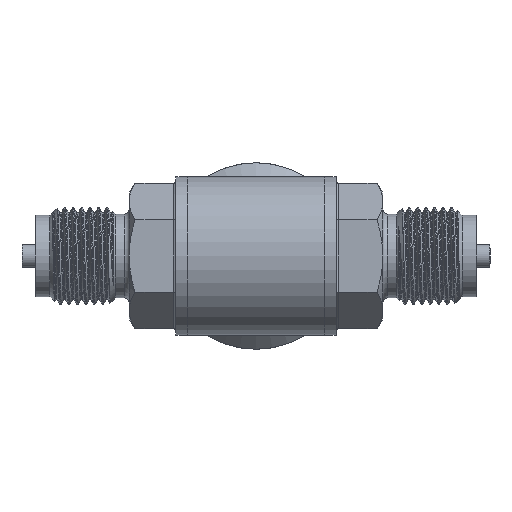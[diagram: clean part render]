
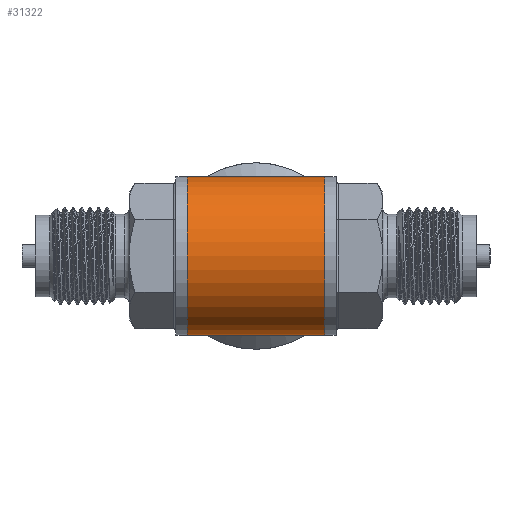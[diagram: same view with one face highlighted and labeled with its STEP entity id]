
A CAD part, front view. The second image highlights one B-rep face of the part: STEP entity #31322.
In plain terms, the highlighted cylindrical face has radius 17 mm (diameter 34 mm), a full revolution.
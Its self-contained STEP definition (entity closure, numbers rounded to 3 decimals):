
#175=FACE_BOUND('',#4032,.T.);
#2249=FACE_OUTER_BOUND('',#4031,.T.);
#4031=EDGE_LOOP('',(#23224,#23225,#23226,#23227));
#4032=EDGE_LOOP('',(#23228,#23229));
#5580=CIRCLE('',#32999,17.);
#5581=CIRCLE('',#33000,17.);
#6745=B_SPLINE_CURVE_WITH_KNOTS('',3,(#60466,#60467,#60468,#60469,#60470,
#60471,#60472,#60473,#60474,#60475,#60476,#60477,#60478,#60479,#60480,#60481,
#60482,#60483,#60484,#60485),.UNSPECIFIED.,.F.,.F.,(4,2,2,2,2,2,2,2,2,4),
(-5.022,-4.957,-4.66,-4.362,
-4.065,-3.767,-3.47,-2.9,
-2.615,-2.33),.UNSPECIFIED.);
#6746=B_SPLINE_CURVE_WITH_KNOTS('',3,(#60486,#60487,#60488,#60489,#60490,
#60491,#60492,#60493,#60494,#60495,#60496,#60497,#60498,#60499,#60500,#60501,
#60502,#60503,#60504,#60505,#60506,#60507,#60508,#60509,#60510,#60511,#60512,
#60513,#60514,#60515,#60516,#60517,#60518,#60519,#60520,#60521,#60522,#60523,
#60524,#60525,#60526,#60527,#60528),.UNSPECIFIED.,.F.,.F.,(4,2,2,2,2,2,
2,3,2,2,2,2,2,2,2,2,2,2,2,2,4),(-2.33,-2.045,-1.76,
-1.19,-0.893,-0.595,-0.298,
0.,0.298,0.595,0.893,1.19,
1.76,2.045,2.33,2.615,2.9,
3.47,3.767,4.065,4.297),
 .UNSPECIFIED.);
#7507=LINE('',#60544,#10530);
#10530=VECTOR('',#35811,17.);
#13883=VERTEX_POINT('',#60464);
#13884=VERTEX_POINT('',#60465);
#13887=VERTEX_POINT('',#60541);
#13888=VERTEX_POINT('',#60543);
#17391=EDGE_CURVE('',#13883,#13884,#6745,.T.);
#17392=EDGE_CURVE('',#13884,#13883,#6746,.T.);
#17397=EDGE_CURVE('',#13887,#13887,#5580,.T.);
#17398=EDGE_CURVE('',#13887,#13888,#7507,.T.);
#17399=EDGE_CURVE('',#13888,#13888,#5581,.T.);
#23224=ORIENTED_EDGE('',*,*,#17397,.F.);
#23225=ORIENTED_EDGE('',*,*,#17398,.T.);
#23226=ORIENTED_EDGE('',*,*,#17399,.F.);
#23227=ORIENTED_EDGE('',*,*,#17398,.F.);
#23228=ORIENTED_EDGE('',*,*,#17391,.T.);
#23229=ORIENTED_EDGE('',*,*,#17392,.T.);
#30736=CYLINDRICAL_SURFACE('',#32998,17.);
#31322=ADVANCED_FACE('',(#2249,#175),#30736,.T.);
#32998=AXIS2_PLACEMENT_3D('',#60540,#35807,#35808);
#32999=AXIS2_PLACEMENT_3D('',#60542,#35809,#35810);
#33000=AXIS2_PLACEMENT_3D('',#60545,#35812,#35813);
#35807=DIRECTION('center_axis',(1.,0.,0.));
#35808=DIRECTION('ref_axis',(0.,0.,-1.));
#35809=DIRECTION('center_axis',(1.,0.,0.));
#35810=DIRECTION('ref_axis',(0.,0.,-1.));
#35811=DIRECTION('',(-1.,0.,0.));
#35812=DIRECTION('center_axis',(-1.,0.,0.));
#35813=DIRECTION('ref_axis',(0.,0.,-1.));
#60464=CARTESIAN_POINT('',(3.5,9.909,13.813));
#60465=CARTESIAN_POINT('',(-14.25,17.,0.));
#60466=CARTESIAN_POINT('Ctrl Pts',(3.5,9.909,13.813));
#60467=CARTESIAN_POINT('Ctrl Pts',(3.3,9.838,13.864));
#60468=CARTESIAN_POINT('Ctrl Pts',(3.099,9.772,13.911));
#60469=CARTESIAN_POINT('Ctrl Pts',(1.961,9.433,14.147));
#60470=CARTESIAN_POINT('Ctrl Pts',(0.992,9.27,14.25));
#60471=CARTESIAN_POINT('Ctrl Pts',(-0.992,9.27,
14.25));
#60472=CARTESIAN_POINT('Ctrl Pts',(-1.961,9.433,14.147));
#60473=CARTESIAN_POINT('Ctrl Pts',(-3.829,9.99,13.759));
#60474=CARTESIAN_POINT('Ctrl Pts',(-4.729,10.381,13.475));
#60475=CARTESIAN_POINT('Ctrl Pts',(-6.439,11.264,12.746));
#60476=CARTESIAN_POINT('Ctrl Pts',(-7.251,11.755,12.301));
#60477=CARTESIAN_POINT('Ctrl Pts',(-8.759,12.741,11.277));
#60478=CARTESIAN_POINT('Ctrl Pts',(-9.454,13.234,10.698));
#60479=CARTESIAN_POINT('Ctrl Pts',(-11.268,14.569,8.885));
#60480=CARTESIAN_POINT('Ctrl Pts',(-12.355,15.44,7.35));
#60481=CARTESIAN_POINT('Ctrl Pts',(-13.475,16.354,4.732));
#60482=CARTESIAN_POINT('Ctrl Pts',(-13.766,16.596,3.807));
#60483=CARTESIAN_POINT('Ctrl Pts',(-14.154,16.919,1.916));
#60484=CARTESIAN_POINT('Ctrl Pts',(-14.25,17.,0.95));
#60485=CARTESIAN_POINT('Ctrl Pts',(-14.25,17.,0.));
#60486=CARTESIAN_POINT('Ctrl Pts',(-14.25,17.,0.));
#60487=CARTESIAN_POINT('Ctrl Pts',(-14.25,17.,-0.95));
#60488=CARTESIAN_POINT('Ctrl Pts',(-14.154,16.919,-1.916));
#60489=CARTESIAN_POINT('Ctrl Pts',(-13.766,16.596,-3.807));
#60490=CARTESIAN_POINT('Ctrl Pts',(-13.475,16.354,-4.732));
#60491=CARTESIAN_POINT('Ctrl Pts',(-12.355,15.44,-7.35));
#60492=CARTESIAN_POINT('Ctrl Pts',(-11.268,14.569,-8.885));
#60493=CARTESIAN_POINT('Ctrl Pts',(-9.454,13.234,-10.698));
#60494=CARTESIAN_POINT('Ctrl Pts',(-8.759,12.741,-11.277));
#60495=CARTESIAN_POINT('Ctrl Pts',(-7.251,11.755,-12.301));
#60496=CARTESIAN_POINT('Ctrl Pts',(-6.439,11.264,-12.746));
#60497=CARTESIAN_POINT('Ctrl Pts',(-4.729,10.381,-13.475));
#60498=CARTESIAN_POINT('Ctrl Pts',(-3.829,9.99,-13.759));
#60499=CARTESIAN_POINT('Ctrl Pts',(-1.961,9.433,-14.147));
#60500=CARTESIAN_POINT('Ctrl Pts',(-0.992,9.27,
-14.25));
#60501=CARTESIAN_POINT('Ctrl Pts',(0.,9.27,-14.25));
#60502=CARTESIAN_POINT('Ctrl Pts',(0.992,9.27,-14.25));
#60503=CARTESIAN_POINT('Ctrl Pts',(1.961,9.433,-14.147));
#60504=CARTESIAN_POINT('Ctrl Pts',(3.829,9.99,-13.759));
#60505=CARTESIAN_POINT('Ctrl Pts',(4.729,10.381,-13.475));
#60506=CARTESIAN_POINT('Ctrl Pts',(6.439,11.264,-12.746));
#60507=CARTESIAN_POINT('Ctrl Pts',(7.251,11.755,-12.301));
#60508=CARTESIAN_POINT('Ctrl Pts',(8.759,12.741,-11.277));
#60509=CARTESIAN_POINT('Ctrl Pts',(9.454,13.234,-10.698));
#60510=CARTESIAN_POINT('Ctrl Pts',(11.268,14.569,-8.885));
#60511=CARTESIAN_POINT('Ctrl Pts',(12.355,15.44,-7.35));
#60512=CARTESIAN_POINT('Ctrl Pts',(13.475,16.354,-4.732));
#60513=CARTESIAN_POINT('Ctrl Pts',(13.766,16.596,-3.807));
#60514=CARTESIAN_POINT('Ctrl Pts',(14.154,16.919,-1.916));
#60515=CARTESIAN_POINT('Ctrl Pts',(14.25,17.,-0.95));
#60516=CARTESIAN_POINT('Ctrl Pts',(14.25,17.,0.95));
#60517=CARTESIAN_POINT('Ctrl Pts',(14.154,16.919,1.916));
#60518=CARTESIAN_POINT('Ctrl Pts',(13.766,16.596,3.807));
#60519=CARTESIAN_POINT('Ctrl Pts',(13.475,16.354,4.732));
#60520=CARTESIAN_POINT('Ctrl Pts',(12.355,15.44,7.35));
#60521=CARTESIAN_POINT('Ctrl Pts',(11.268,14.569,8.885));
#60522=CARTESIAN_POINT('Ctrl Pts',(9.454,13.234,10.698));
#60523=CARTESIAN_POINT('Ctrl Pts',(8.759,12.741,11.277));
#60524=CARTESIAN_POINT('Ctrl Pts',(7.251,11.755,12.301));
#60525=CARTESIAN_POINT('Ctrl Pts',(6.439,11.264,12.746));
#60526=CARTESIAN_POINT('Ctrl Pts',(4.915,10.477,13.395));
#60527=CARTESIAN_POINT('Ctrl Pts',(4.219,10.163,13.631));
#60528=CARTESIAN_POINT('Ctrl Pts',(3.5,9.909,13.813));
#60540=CARTESIAN_POINT('Origin',(0.,0.,0.));
#60541=CARTESIAN_POINT('',(14.7,0.,17.));
#60542=CARTESIAN_POINT('Origin',(14.7,0.,0.));
#60543=CARTESIAN_POINT('',(-14.7,0.,17.));
#60544=CARTESIAN_POINT('',(0.,0.,17.));
#60545=CARTESIAN_POINT('Origin',(-14.7,0.,0.));
